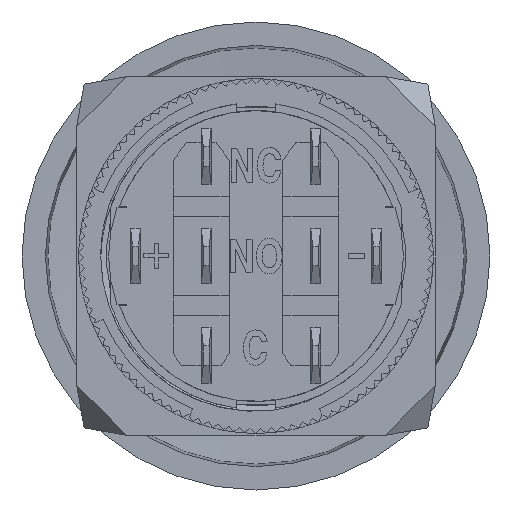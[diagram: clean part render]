
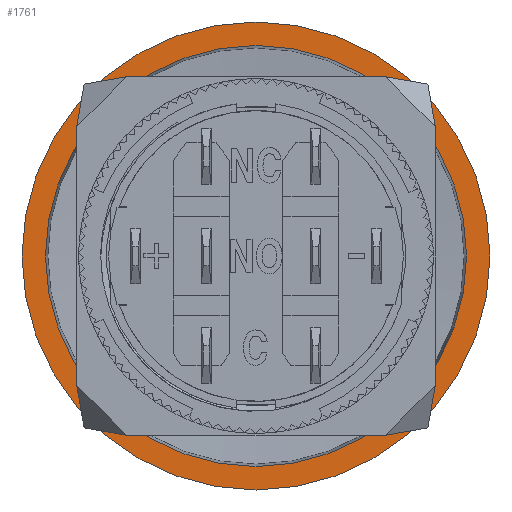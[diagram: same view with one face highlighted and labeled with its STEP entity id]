
A CAD part, front view. The second image highlights one B-rep face of the part: STEP entity #1761.
In plain terms, the highlighted planar face has unit normal (0, -1, 0).
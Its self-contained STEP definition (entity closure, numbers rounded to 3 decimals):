
#1761 = ADVANCED_FACE( '', ( #3994, #3995 ), #3996, .F. );
#3994 = FACE_OUTER_BOUND( '', #7938, .T. );
#3995 = FACE_BOUND( '', #7939, .T. );
#3996 = PLANE( '', #7940 );
#7938 = EDGE_LOOP( '', ( #15040 ) );
#7939 = EDGE_LOOP( '', ( #15041 ) );
#7940 = AXIS2_PLACEMENT_3D( '', #15042, #15043, #15044 );
#15040 = ORIENTED_EDGE( '', *, *, #21815, .T. );
#15041 = ORIENTED_EDGE( '', *, *, #19767, .F. );
#15042 = CARTESIAN_POINT( '', ( 0., 29.5, 10.573 ) );
#15043 = DIRECTION( '', ( 0., 1., 0. ) );
#15044 = DIRECTION( '', ( 1., 0., 0. ) );
#19767 = EDGE_CURVE( '', #23462, #23462, #23463, .T. );
#21815 = EDGE_CURVE( '', #26743, #26743, #26744, .T. );
#23462 = VERTEX_POINT( '', #28947 );
#23463 = CIRCLE( '', #28948, 10.573 );
#26743 = VERTEX_POINT( '', #34962 );
#26744 = CIRCLE( '', #34963, 11.75 );
#28947 = CARTESIAN_POINT( '', ( 0., 29.5, 10.573 ) );
#28948 = AXIS2_PLACEMENT_3D( '', #37767, #37768, #37769 );
#34962 = CARTESIAN_POINT( '', ( 0., 29.5, 11.75 ) );
#34963 = AXIS2_PLACEMENT_3D( '', #39709, #39710, #39711 );
#37767 = CARTESIAN_POINT( '', ( 0., 29.5, 0. ) );
#37768 = DIRECTION( '', ( 0., -1., 0. ) );
#37769 = DIRECTION( '', ( 0., 0., 1. ) );
#39709 = CARTESIAN_POINT( '', ( 0., 29.5, 0. ) );
#39710 = DIRECTION( '', ( 0., -1., 0. ) );
#39711 = DIRECTION( '', ( 0., 0., 1. ) );
